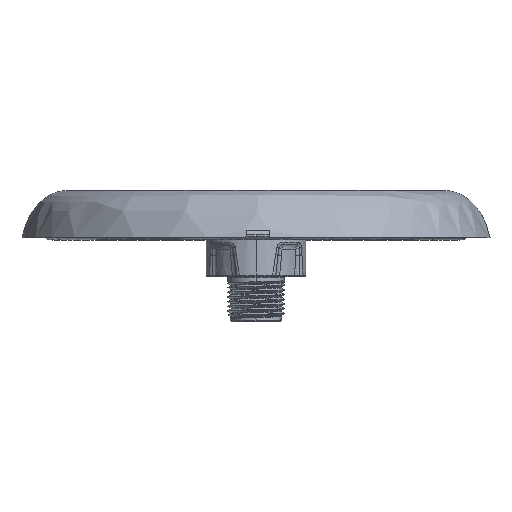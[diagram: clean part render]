
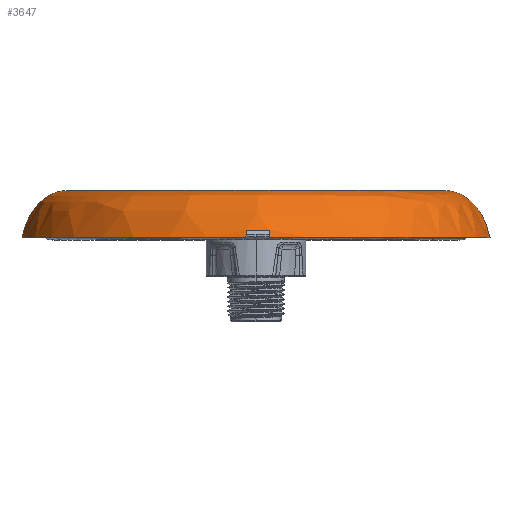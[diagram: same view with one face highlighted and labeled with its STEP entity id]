
A CAD part, top view. The second image highlights one B-rep face of the part: STEP entity #3647.
In plain terms, the highlighted free-form (B-spline) face has degree [3, 3] with [4, 4] control points.
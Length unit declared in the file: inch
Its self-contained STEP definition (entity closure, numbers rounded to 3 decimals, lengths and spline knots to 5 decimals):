
#131 = CARTESIAN_POINT ( 'NONE',  ( 1.91175, 0.62997, -0.01398 ) ) ;
#269 = FACE_OUTER_BOUND ( 'NONE', #10447, .T. ) ;
#357 = DIRECTION ( 'NONE',  ( 0., -1., 0. ) ) ;
#358 = CARTESIAN_POINT ( 'NONE',  ( -0.08382, 0.38337, 1.95884 ) ) ;
#471 = CARTESIAN_POINT ( 'NONE',  ( -0.08321, 0.42255, 1.94854 ) ) ;
#730 = DIRECTION ( 'NONE',  ( 1., 0., -0.007 ) ) ;
#786 = CARTESIAN_POINT ( 'NONE',  ( -1.91175, 0.62997, 0.01398 ) ) ;
#886 = CIRCLE ( 'NONE', #13146, 1.96457 ) ;
#936 = CIRCLE ( 'NONE', #17035, 1.96457 ) ;
#1635 = VERTEX_POINT ( 'NONE', #19616 ) ;
#1942 = EDGE_CURVE ( 'NONE', #6847, #21068, #18892, .T. ) ;
#2025 = CARTESIAN_POINT ( 'NONE',  ( 1.59445, 0.75719, -0.01166 ) ) ;
#2065 = CARTESIAN_POINT ( 'NONE',  ( 0.04678, 0.42255, 1.95084 ) ) ;
#2132 = CARTESIAN_POINT ( 'NONE',  ( -1.96451, 0.36349, 0.01437 ) ) ;
#2136 =( BOUNDED_CURVE ( )  B_SPLINE_CURVE ( 3, ( #11566, #14857, #6202, #14529 ),
 .UNSPECIFIED., .F., .T. ) 
 B_SPLINE_CURVE_WITH_KNOTS ( ( 4, 4 ),
 ( 0., 1. ),
 .UNSPECIFIED. ) 
 CURVE ( )  GEOMETRIC_REPRESENTATION_ITEM ( )  RATIONAL_B_SPLINE_CURVE ( ( 1., 0.333, 0.333, 1. ) ) 
 REPRESENTATION_ITEM ( '' )  );
#2421 = ORIENTED_EDGE ( 'NONE', *, *, #17371, .F. ) ;
#2483 = DIRECTION ( 'NONE',  ( 0., -1., 0. ) ) ;
#2521 = B_SPLINE_CURVE_WITH_KNOTS ( 'NONE', 3,
 ( #14618, #7698, #6391, #11445 ),
 .UNSPECIFIED., .F., .F.,
 ( 4, 4 ),
 ( 0., 0.00154 ),
 .UNSPECIFIED. ) ;
#2859 = CIRCLE ( 'NONE', #19694, 1.96457 ) ;
#3159 = EDGE_CURVE ( 'NONE', #13915, #6278, #936, .T. ) ;
#3647 = ADVANCED_FACE ( 'NONE', ( #269 ), #15598, .F. ) ;
#3738 = ORIENTED_EDGE ( 'NONE', *, *, #20794, .F. ) ;
#3790 = CARTESIAN_POINT ( 'NONE',  ( 1.91175, 0.62997, -0.01398 ) ) ;
#3882 = ORIENTED_EDGE ( 'NONE', *, *, #21575, .F. ) ;
#3891 = EDGE_CURVE ( 'NONE', #1635, #6847, #2136, .T. ) ;
#3963 = CARTESIAN_POINT ( 'NONE',  ( -1.96451, 0.36349, 0.01437 ) ) ;
#4106 = ORIENTED_EDGE ( 'NONE', *, *, #14705, .F. ) ;
#4509 = CARTESIAN_POINT ( 'NONE',  ( -1.7388, 0.75719, 0.01272 ) ) ;
#4878 = CARTESIAN_POINT ( 'NONE',  ( 0., 0.36349, 0. ) ) ;
#5112 = CARTESIAN_POINT ( 'NONE',  ( 1.76423, 0.75719, 3.46488 ) ) ;
#5305 = CARTESIAN_POINT ( 'NONE',  ( -0.08414, 0.36349, 1.96276 ) ) ;
#5322 = CARTESIAN_POINT ( 'NONE',  ( -1.71336, 0.75719, 3.49031 ) ) ;
#5432 = CARTESIAN_POINT ( 'NONE',  ( -1.59445, 0.75719, 0.01166 ) ) ;
#5540 = CARTESIAN_POINT ( 'NONE',  ( -1.88379, 0.62997, 3.83748 ) ) ;
#5632 = CARTESIAN_POINT ( 'NONE',  ( 0., 0.36349, 0. ) ) ;
#6056 = CARTESIAN_POINT ( 'NONE',  ( -1.59445, 0.75719, 0.01166 ) ) ;
#6202 = CARTESIAN_POINT ( 'NONE',  ( -1.57112, 0.75719, 3.20055 ) ) ;
#6230 = VERTEX_POINT ( 'NONE', #14736 ) ;
#6278 = VERTEX_POINT ( 'NONE', #9364 ) ;
#6341 = VERTEX_POINT ( 'NONE', #14628 ) ;
#6391 = CARTESIAN_POINT ( 'NONE',  ( 0.11209, 0.40306, 1.9527 ) ) ;
#6441 = EDGE_CURVE ( 'NONE', #6230, #1635, #12416, .T. ) ;
#6847 = VERTEX_POINT ( 'NONE', #19535 ) ;
#6953 = ORIENTED_EDGE ( 'NONE', *, *, #3891, .T. ) ;
#7085 = CARTESIAN_POINT ( 'NONE',  ( 1.96451, 0.36349, -0.01437 ) ) ;
#7124 = CARTESIAN_POINT ( 'NONE',  ( -0.01824, 0.42255, 1.95132 ) ) ;
#7698 = CARTESIAN_POINT ( 'NONE',  ( 0.11247, 0.38337, 1.9574 ) ) ;
#8023 = CARTESIAN_POINT ( 'NONE',  ( -0.08321, 0.42255, 1.94854 ) ) ;
#8286 = B_SPLINE_CURVE_WITH_KNOTS ( 'NONE', 3,
 ( #471, #8385, #358, #5305 ),
 .UNSPECIFIED., .F., .F.,
 ( 4, 4 ),
 ( 0., 0.00154 ),
 .UNSPECIFIED. ) ;
#8370 = CARTESIAN_POINT ( 'NONE',  ( 1.7388, 0.75719, -0.01272 ) ) ;
#8385 = CARTESIAN_POINT ( 'NONE',  ( -0.08351, 0.40306, 1.95413 ) ) ;
#9069 = CARTESIAN_POINT ( 'NONE',  ( 0., 0.36349, 0. ) ) ;
#9364 = CARTESIAN_POINT ( 'NONE',  ( 0.11284, 0.36349, 1.96132 ) ) ;
#9673 = CARTESIAN_POINT ( 'NONE',  ( 1.96457, 0.36349, 0. ) ) ;
#10011 = CARTESIAN_POINT ( 'NONE',  ( 0.11171, 0.42255, 1.94712 ) ) ;
#10376 = CARTESIAN_POINT ( 'NONE',  ( -1.7388, 0.75719, 0.01272 ) ) ;
#10447 = EDGE_LOOP ( 'NONE', ( #6953, #13338, #4106, #3882, #2421, #3738, #15512, #12935, #10537 ) ) ;
#10481 = CARTESIAN_POINT ( 'NONE',  ( 1.99325, 0.36349, 3.91466 ) ) ;
#10537 = ORIENTED_EDGE ( 'NONE', *, *, #6441, .T. ) ;
#11137 = DIRECTION ( 'NONE',  ( 0., -1., 0. ) ) ;
#11445 = CARTESIAN_POINT ( 'NONE',  ( 0.11171, 0.42255, 1.94712 ) ) ;
#11566 = CARTESIAN_POINT ( 'NONE',  ( 1.59445, 0.75719, -0.01166 ) ) ;
#12007 = CARTESIAN_POINT ( 'NONE',  ( -1.91175, 0.62997, 0.01398 ) ) ;
#12322 = DIRECTION ( 'NONE',  ( 1., 0., -0.007 ) ) ;
#12416 = B_SPLINE_CURVE_WITH_KNOTS ( 'NONE', 3,
 ( #19915, #131, #8370, #20016 ),
 .UNSPECIFIED., .F., .F.,
 ( 4, 4 ),
 ( 0., 1. ),
 .UNSPECIFIED. ) ;
#12935 = ORIENTED_EDGE ( 'NONE', *, *, #20293, .F. ) ;
#13146 = AXIS2_PLACEMENT_3D ( 'NONE', #4878, #11137, #19494 ) ;
#13338 = ORIENTED_EDGE ( 'NONE', *, *, #1942, .T. ) ;
#13651 = CARTESIAN_POINT ( 'NONE',  ( -1.57112, 0.75719, 3.20055 ) ) ;
#13915 = VERTEX_POINT ( 'NONE', #9673 ) ;
#14529 = CARTESIAN_POINT ( 'NONE',  ( -1.59445, 0.75719, 0.01166 ) ) ;
#14618 = CARTESIAN_POINT ( 'NONE',  ( 0.11284, 0.36349, 1.96132 ) ) ;
#14628 = CARTESIAN_POINT ( 'NONE',  ( -0.08414, 0.36349, 1.96276 ) ) ;
#14705 = EDGE_CURVE ( 'NONE', #6341, #21068, #2859, .T. ) ;
#14736 = CARTESIAN_POINT ( 'NONE',  ( 1.96451, 0.36349, -0.01437 ) ) ;
#14857 = CARTESIAN_POINT ( 'NONE',  ( 1.61777, 0.75719, 3.17723 ) ) ;
#15103 = VERTEX_POINT ( 'NONE', #8023 ) ;
#15106 = VERTEX_POINT ( 'NONE', #10011 ) ;
#15512 = ORIENTED_EDGE ( 'NONE', *, *, #3159, .F. ) ;
#15597 =( BOUNDED_CURVE ( )  B_SPLINE_CURVE ( 3, ( #17084, #2065, #7124, #18768 ),
 .UNSPECIFIED., .F., .F. ) 
 B_SPLINE_CURVE_WITH_KNOTS ( ( 4, 4 ),
 ( 0., 0.00495 ),
 .UNSPECIFIED. ) 
 CURVE ( )  GEOMETRIC_REPRESENTATION_ITEM ( )  RATIONAL_B_SPLINE_CURVE ( ( 0.5, 0.5, 0.5, 0.5 ) ) 
 REPRESENTATION_ITEM ( '' )  );
#15598 =( BOUNDED_SURFACE ( )  B_SPLINE_SURFACE ( 3, 3, ( 
 ( #2025, #18940, #13651, #5432 ),
 ( #20171, #5112, #5322, #10376 ),
 ( #3790, #17148, #5540, #12007 ),
 ( #7085, #10481, #18723, #2132 ) ),
 .UNSPECIFIED., .F., .F., .T. ) 
 B_SPLINE_SURFACE_WITH_KNOTS ( ( 4, 4 ),
 ( 4, 4 ),
 ( 0., 1. ),
 ( 0., 1. ),
 .UNSPECIFIED. ) 
 GEOMETRIC_REPRESENTATION_ITEM ( )  RATIONAL_B_SPLINE_SURFACE ( (
 ( 1., 0.333, 0.333, 1.),
 ( 1., 0.333, 0.333, 1.),
 ( 1., 0.333, 0.333, 1.),
 ( 1., 0.333, 0.333, 1.) ) ) 
 REPRESENTATION_ITEM ( '' )  SURFACE ( )  );
#17035 = AXIS2_PLACEMENT_3D ( 'NONE', #9069, #2483, #730 ) ;
#17084 = CARTESIAN_POINT ( 'NONE',  ( 0.11171, 0.42255, 1.94712 ) ) ;
#17148 = CARTESIAN_POINT ( 'NONE',  ( 1.93972, 0.62997, 3.80952 ) ) ;
#17371 = EDGE_CURVE ( 'NONE', #15106, #15103, #15597, .T. ) ;
#18723 = CARTESIAN_POINT ( 'NONE',  ( -1.93578, 0.36349, 3.9434 ) ) ;
#18768 = CARTESIAN_POINT ( 'NONE',  ( -0.08321, 0.42255, 1.94854 ) ) ;
#18892 = B_SPLINE_CURVE_WITH_KNOTS ( 'NONE', 3,
 ( #6056, #4509, #786, #21002 ),
 .UNSPECIFIED., .F., .F.,
 ( 4, 4 ),
 ( 0., 1. ),
 .UNSPECIFIED. ) ;
#18940 = CARTESIAN_POINT ( 'NONE',  ( 1.61777, 0.75719, 3.17723 ) ) ;
#19494 = DIRECTION ( 'NONE',  ( 1., 0., -0.007 ) ) ;
#19535 = CARTESIAN_POINT ( 'NONE',  ( -1.59445, 0.75719, 0.01166 ) ) ;
#19616 = CARTESIAN_POINT ( 'NONE',  ( 1.59445, 0.75719, -0.01166 ) ) ;
#19694 = AXIS2_PLACEMENT_3D ( 'NONE', #5632, #357, #12322 ) ;
#19915 = CARTESIAN_POINT ( 'NONE',  ( 1.96451, 0.36349, -0.01437 ) ) ;
#20016 = CARTESIAN_POINT ( 'NONE',  ( 1.59445, 0.75719, -0.01166 ) ) ;
#20171 = CARTESIAN_POINT ( 'NONE',  ( 1.7388, 0.75719, -0.01272 ) ) ;
#20293 = EDGE_CURVE ( 'NONE', #6230, #13915, #886, .T. ) ;
#20794 = EDGE_CURVE ( 'NONE', #6278, #15106, #2521, .T. ) ;
#21002 = CARTESIAN_POINT ( 'NONE',  ( -1.96451, 0.36349, 0.01437 ) ) ;
#21068 = VERTEX_POINT ( 'NONE', #3963 ) ;
#21575 = EDGE_CURVE ( 'NONE', #15103, #6341, #8286, .T. ) ;
